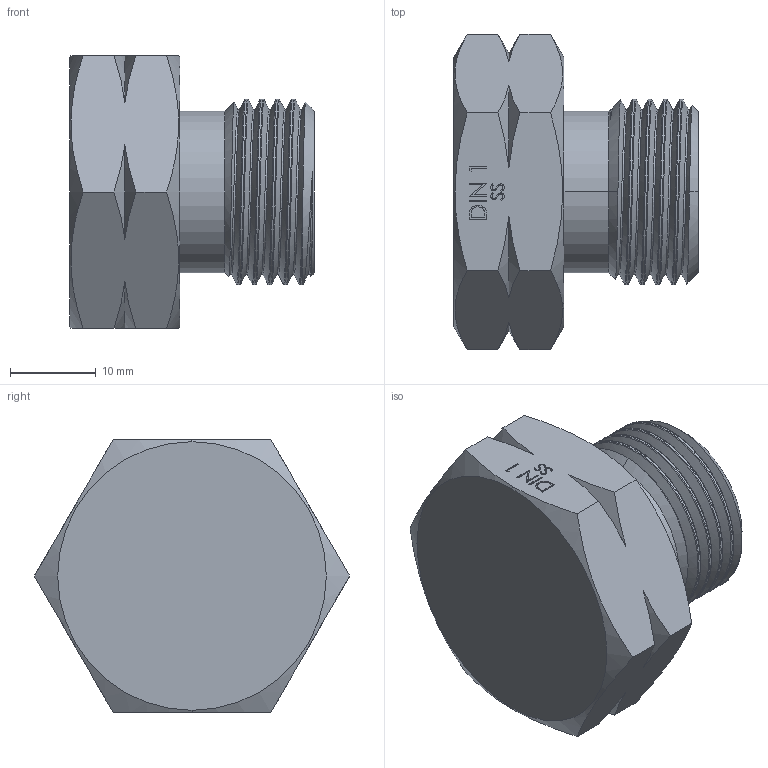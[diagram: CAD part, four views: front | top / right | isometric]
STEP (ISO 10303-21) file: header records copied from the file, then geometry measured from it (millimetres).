
FILE_DESCRIPTION (( 'STEP AP203' ), '1' );
FILE_NAME ('AD-DIN1MSS-BL.STEP', '2025-08-18T17:53:35', ( '' ), ( '' ), 'SwSTEP 2.0', 'SolidWorks 2018', '' );
FILE_SCHEMA (( 'CONFIG_CONTROL_DESIGN' ));
Length unit declared in the file: inch
Products named in the file (1): AD-DIN1MSS-BL
Bounding box: 28.45 x 36.66 x 31.75 mm (x, y, z)
Volume: 14786.6 mm3; surface area: 4885.7 mm2
Topology: 1 solids, 1 shells, 126 faces, 341 edges, 226 vertices
Faces by surface type: plane 47, bspline 42, cone 23, cylinder 14
Entity records: 9376 total; most frequent: CARTESIAN_POINT 6557, ORIENTED_EDGE 682, DIRECTION 381, EDGE_CURVE 341, VERTEX_POINT 226, VECTOR 163, LINE 163, EDGE_LOOP 135
